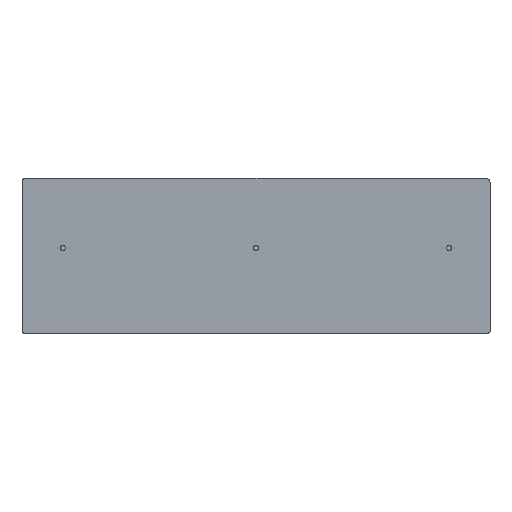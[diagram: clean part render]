
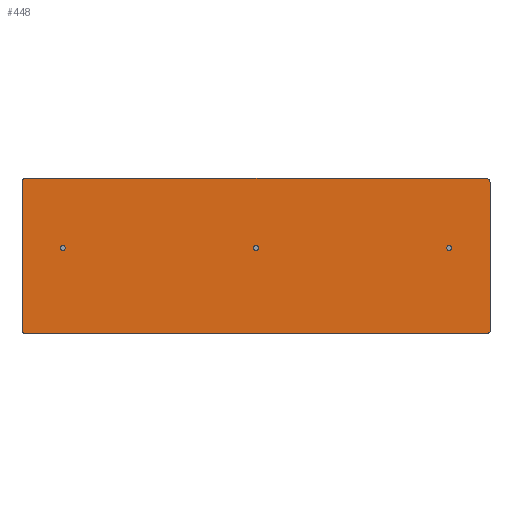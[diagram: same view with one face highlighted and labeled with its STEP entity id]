
A CAD part, top view. The second image highlights one B-rep face of the part: STEP entity #448.
In plain terms, the highlighted planar face has unit normal (0, 0, 1).
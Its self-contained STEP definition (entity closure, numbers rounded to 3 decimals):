
#15=FACE_BOUND('',#122,.T.);
#16=FACE_BOUND('',#123,.T.);
#17=FACE_BOUND('',#124,.T.);
#24=B_SPLINE_CURVE_WITH_KNOTS('',3,(#697,#698,#699,#700,#701,#702,#703,
#704,#705,#706),.UNSPECIFIED.,.F.,.F.,(4,3,3,4),(0.,0.09,
0.18,0.315),.UNSPECIFIED.);
#30=B_SPLINE_CURVE_WITH_KNOTS('',3,(#745,#746,#747,#748,#749,#750,#751,
#752),.UNSPECIFIED.,.F.,.F.,(4,2,2,4),(0.04,0.096,
0.17,0.24),.UNSPECIFIED.);
#31=B_SPLINE_CURVE_WITH_KNOTS('',3,(#756,#757,#758,#759,#760,#761,#762,
#763,#764,#765),.UNSPECIFIED.,.F.,.F.,(4,2,2,2,4),(0.077,0.088,
0.161,0.232,0.277),.UNSPECIFIED.);
#32=B_SPLINE_CURVE_WITH_KNOTS('',3,(#768,#769,#770,#771,#772,#773,#774,
#775,#776,#777,#778,#779,#780),.UNSPECIFIED.,.F.,.F.,(4,3,3,3,4),(0.,0.09,
0.18,0.248,0.315),.UNSPECIFIED.);
#66=PLANE('',#505);
#91=FACE_OUTER_BOUND('',#121,.T.);
#121=EDGE_LOOP('',(#345,#346,#347,#348,#349,#350,#351,#352));
#122=EDGE_LOOP('',(#353));
#123=EDGE_LOOP('',(#354));
#124=EDGE_LOOP('',(#355));
#149=LINE('',#724,#168);
#151=LINE('',#743,#170);
#152=LINE('',#754,#171);
#153=LINE('',#767,#172);
#168=VECTOR('',#581,10.);
#170=VECTOR('',#585,10.);
#171=VECTOR('',#586,10.);
#172=VECTOR('',#587,10.);
#188=CIRCLE('',#493,1.25);
#190=CIRCLE('',#497,1.25);
#192=CIRCLE('',#501,1.25);
#202=VERTEX_POINT('',#641);
#204=VERTEX_POINT('',#648);
#206=VERTEX_POINT('',#655);
#210=VERTEX_POINT('',#691);
#211=VERTEX_POINT('',#696);
#213=VERTEX_POINT('',#723);
#217=VERTEX_POINT('',#742);
#218=VERTEX_POINT('',#744);
#219=VERTEX_POINT('',#753);
#220=VERTEX_POINT('',#755);
#221=VERTEX_POINT('',#766);
#248=EDGE_CURVE('',#202,#202,#188,.F.);
#251=EDGE_CURVE('',#204,#204,#190,.F.);
#254=EDGE_CURVE('',#206,#206,#192,.F.);
#259=EDGE_CURVE('',#210,#211,#24,.T.);
#262=EDGE_CURVE('',#213,#211,#149,.T.);
#267=EDGE_CURVE('',#210,#217,#151,.T.);
#268=EDGE_CURVE('',#218,#217,#30,.T.);
#269=EDGE_CURVE('',#218,#219,#152,.T.);
#270=EDGE_CURVE('',#220,#219,#31,.T.);
#271=EDGE_CURVE('',#220,#221,#153,.T.);
#272=EDGE_CURVE('',#213,#221,#32,.T.);
#345=ORIENTED_EDGE('',*,*,#259,.F.);
#346=ORIENTED_EDGE('',*,*,#267,.T.);
#347=ORIENTED_EDGE('',*,*,#268,.F.);
#348=ORIENTED_EDGE('',*,*,#269,.T.);
#349=ORIENTED_EDGE('',*,*,#270,.F.);
#350=ORIENTED_EDGE('',*,*,#271,.T.);
#351=ORIENTED_EDGE('',*,*,#272,.F.);
#352=ORIENTED_EDGE('',*,*,#262,.T.);
#353=ORIENTED_EDGE('',*,*,#248,.T.);
#354=ORIENTED_EDGE('',*,*,#251,.T.);
#355=ORIENTED_EDGE('',*,*,#254,.T.);
#448=ADVANCED_FACE('',(#91,#15,#16,#17),#66,.F.);
#493=AXIS2_PLACEMENT_3D('',#642,#554,#555);
#497=AXIS2_PLACEMENT_3D('',#649,#563,#564);
#501=AXIS2_PLACEMENT_3D('',#656,#572,#573);
#505=AXIS2_PLACEMENT_3D('',#741,#583,#584);
#554=DIRECTION('center_axis',(0.,0.,1.));
#555=DIRECTION('ref_axis',(-1.,0.,0.));
#563=DIRECTION('center_axis',(0.,0.,1.));
#564=DIRECTION('ref_axis',(-1.,0.,0.));
#572=DIRECTION('center_axis',(0.,0.,1.));
#573=DIRECTION('ref_axis',(-1.,0.,0.));
#581=DIRECTION('',(-1.,0.,0.));
#583=DIRECTION('center_axis',(0.,0.,-1.));
#584=DIRECTION('ref_axis',(1.,0.,0.));
#585=DIRECTION('',(0.,-1.,0.));
#586=DIRECTION('',(1.,0.,0.));
#587=DIRECTION('',(0.,1.,0.));
#641=CARTESIAN_POINT('',(25.694,-30.1,-6.26));
#642=CARTESIAN_POINT('Origin',(24.444,-30.1,-6.26));
#648=CARTESIAN_POINT('',(122.694,-30.1,-6.26));
#649=CARTESIAN_POINT('Origin',(121.444,-30.1,-6.26));
#655=CARTESIAN_POINT('',(219.694,-30.1,-6.26));
#656=CARTESIAN_POINT('Origin',(218.444,-30.1,-6.26));
#691=CARTESIAN_POINT('',(3.944,2.9,-6.26));
#696=CARTESIAN_POINT('',(5.943,4.9,-6.26));
#697=CARTESIAN_POINT('Ctrl Pts',(3.944,2.9,-6.26));
#698=CARTESIAN_POINT('Ctrl Pts',(3.944,3.17,-6.26));
#699=CARTESIAN_POINT('Ctrl Pts',(3.999,3.463,-6.26));
#700=CARTESIAN_POINT('Ctrl Pts',(4.128,3.74,-6.26));
#701=CARTESIAN_POINT('Ctrl Pts',(4.257,4.017,-6.26));
#702=CARTESIAN_POINT('Ctrl Pts',(4.46,4.278,-6.26));
#703=CARTESIAN_POINT('Ctrl Pts',(4.706,4.471,-6.26));
#704=CARTESIAN_POINT('Ctrl Pts',(5.074,4.761,-6.26));
#705=CARTESIAN_POINT('Ctrl Pts',(5.539,4.9,-6.26));
#706=CARTESIAN_POINT('Ctrl Pts',(5.943,4.9,-6.26));
#723=CARTESIAN_POINT('',(236.944,4.9,-6.26));
#724=CARTESIAN_POINT('',(62.694,4.9,-6.26));
#741=CARTESIAN_POINT('Origin',(121.444,-38.1,-6.26));
#742=CARTESIAN_POINT('',(3.944,-71.994,-6.26));
#743=CARTESIAN_POINT('',(3.944,-3.1,-6.26));
#744=CARTESIAN_POINT('',(5.48,-73.1,-6.26));
#745=CARTESIAN_POINT('Ctrl Pts',(5.48,-73.1,-6.26));
#746=CARTESIAN_POINT('Ctrl Pts',(5.297,-73.074,-6.26));
#747=CARTESIAN_POINT('Ctrl Pts',(5.118,-73.028,-6.26));
#748=CARTESIAN_POINT('Ctrl Pts',(4.717,-72.867,-6.26));
#749=CARTESIAN_POINT('Ctrl Pts',(4.509,-72.735,-6.26));
#750=CARTESIAN_POINT('Ctrl Pts',(4.167,-72.399,-6.26));
#751=CARTESIAN_POINT('Ctrl Pts',(4.038,-72.207,-6.26));
#752=CARTESIAN_POINT('Ctrl Pts',(3.944,-71.994,-6.26));
#753=CARTESIAN_POINT('',(237.407,-73.1,-6.26));
#754=CARTESIAN_POINT('',(3.944,-73.1,-6.26));
#755=CARTESIAN_POINT('',(238.944,-71.994,-6.26));
#756=CARTESIAN_POINT('Ctrl Pts',(238.944,-71.994,-6.26));
#757=CARTESIAN_POINT('Ctrl Pts',(238.929,-72.028,-6.26));
#758=CARTESIAN_POINT('Ctrl Pts',(238.913,-72.061,-6.26));
#759=CARTESIAN_POINT('Ctrl Pts',(238.786,-72.309,-6.26));
#760=CARTESIAN_POINT('Ctrl Pts',(238.639,-72.497,-6.26));
#761=CARTESIAN_POINT('Ctrl Pts',(238.274,-72.806,-6.26));
#762=CARTESIAN_POINT('Ctrl Pts',(238.067,-72.919,-6.26));
#763=CARTESIAN_POINT('Ctrl Pts',(237.702,-73.045,-6.26));
#764=CARTESIAN_POINT('Ctrl Pts',(237.556,-73.079,-6.26));
#765=CARTESIAN_POINT('Ctrl Pts',(237.407,-73.1,-6.26));
#766=CARTESIAN_POINT('',(238.944,2.9,-6.26));
#767=CARTESIAN_POINT('',(238.944,-73.1,-6.26));
#768=CARTESIAN_POINT('Ctrl Pts',(236.944,4.9,-6.26));
#769=CARTESIAN_POINT('Ctrl Pts',(237.213,4.9,-6.26));
#770=CARTESIAN_POINT('Ctrl Pts',(237.509,4.844,-6.26));
#771=CARTESIAN_POINT('Ctrl Pts',(237.786,4.715,-6.26));
#772=CARTESIAN_POINT('Ctrl Pts',(238.062,4.586,-6.26));
#773=CARTESIAN_POINT('Ctrl Pts',(238.321,4.384,-6.26));
#774=CARTESIAN_POINT('Ctrl Pts',(238.515,4.138,-6.26));
#775=CARTESIAN_POINT('Ctrl Pts',(238.661,3.953,-6.26));
#776=CARTESIAN_POINT('Ctrl Pts',(238.771,3.743,-6.26));
#777=CARTESIAN_POINT('Ctrl Pts',(238.842,3.53,-6.26));
#778=CARTESIAN_POINT('Ctrl Pts',(238.913,3.318,-6.26));
#779=CARTESIAN_POINT('Ctrl Pts',(238.944,3.102,-6.26));
#780=CARTESIAN_POINT('Ctrl Pts',(238.944,2.9,-6.26));
